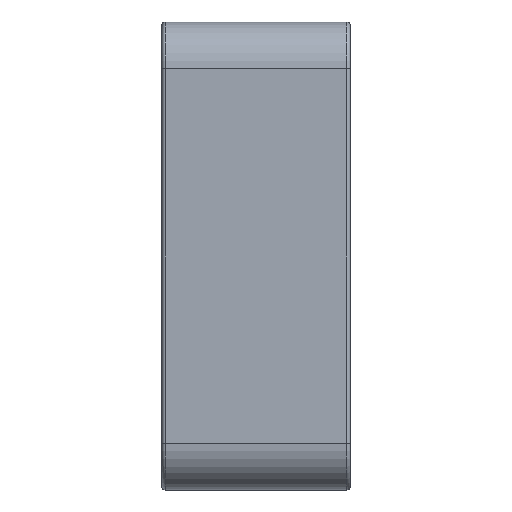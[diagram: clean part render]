
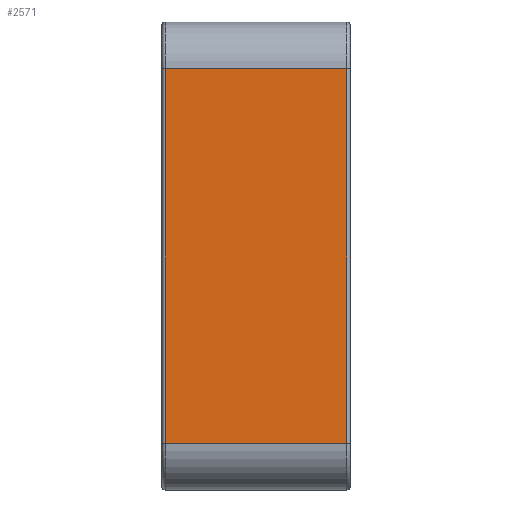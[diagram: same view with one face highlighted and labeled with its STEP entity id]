
A CAD part, left-side view. The second image highlights one B-rep face of the part: STEP entity #2571.
In plain terms, the highlighted planar face has unit normal (-1, 0, 0).
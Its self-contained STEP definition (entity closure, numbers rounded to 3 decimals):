
#207=LINE('',#4361,#440);
#213=LINE('',#4406,#446);
#214=LINE('',#4411,#447);
#215=LINE('',#4413,#448);
#440=VECTOR('',#3390,20.1);
#446=VECTOR('',#3454,20.1);
#447=VECTOR('',#3463,9.72);
#448=VECTOR('',#3466,9.72);
#671=FACE_OUTER_BOUND('',#824,.T.);
#824=EDGE_LOOP('',(#2113,#2114,#2115,#2116));
#1168=VERTEX_POINT('',#4356);
#1169=VERTEX_POINT('',#4360);
#1178=VERTEX_POINT('',#4401);
#1179=VERTEX_POINT('',#4405);
#1492=EDGE_CURVE('',#1168,#1169,#207,.T.);
#1515=EDGE_CURVE('',#1178,#1179,#213,.T.);
#1518=EDGE_CURVE('',#1168,#1179,#214,.T.);
#1519=EDGE_CURVE('',#1169,#1178,#215,.T.);
#2113=ORIENTED_EDGE('',*,*,#1515,.F.);
#2114=ORIENTED_EDGE('',*,*,#1519,.F.);
#2115=ORIENTED_EDGE('',*,*,#1492,.F.);
#2116=ORIENTED_EDGE('',*,*,#1518,.T.);
#2434=PLANE('',#2841);
#2571=ADVANCED_FACE('',(#671),#2434,.T.);
#2841=AXIS2_PLACEMENT_3D('',#4412,#3464,#3465);
#3390=DIRECTION('',(0.,0.,1.));
#3454=DIRECTION('',(0.,0.,-1.));
#3463=DIRECTION('',(0.,-1.,0.));
#3464=DIRECTION('center_axis',(-1.,0.,0.));
#3465=DIRECTION('ref_axis',(0.,0.,1.));
#3466=DIRECTION('',(0.,-1.,0.));
#4356=CARTESIAN_POINT('',(-12.55,9.92,-10.05));
#4360=CARTESIAN_POINT('',(-12.55,9.92,10.05));
#4361=CARTESIAN_POINT('',(-12.55,9.92,-10.05));
#4401=CARTESIAN_POINT('',(-12.55,0.2,10.05));
#4405=CARTESIAN_POINT('',(-12.55,0.2,-10.05));
#4406=CARTESIAN_POINT('',(-12.55,0.2,10.05));
#4411=CARTESIAN_POINT('',(-12.55,9.92,-10.05));
#4412=CARTESIAN_POINT('Origin',(-12.55,0.,-12.55));
#4413=CARTESIAN_POINT('',(-12.55,9.92,10.05));
